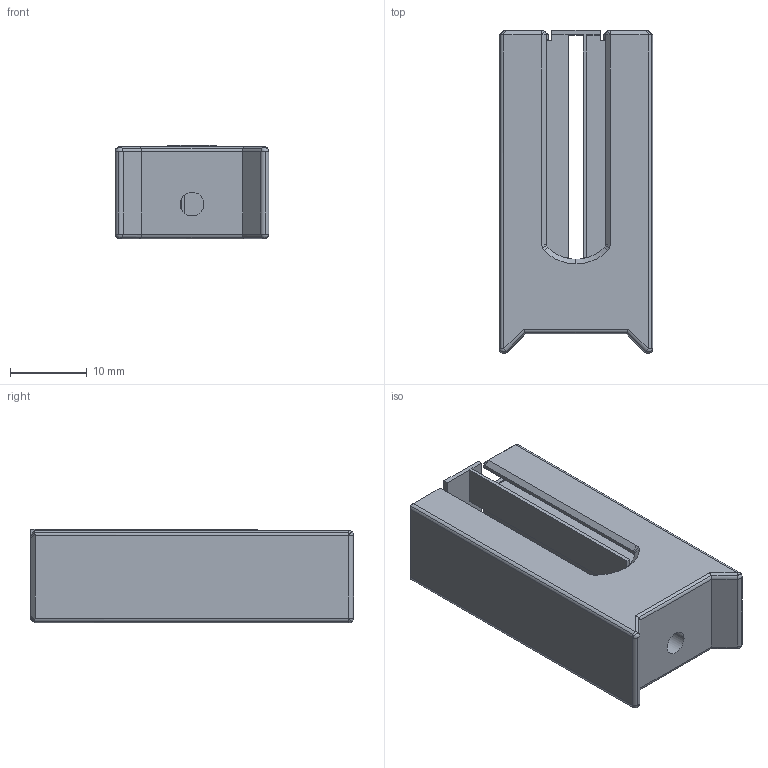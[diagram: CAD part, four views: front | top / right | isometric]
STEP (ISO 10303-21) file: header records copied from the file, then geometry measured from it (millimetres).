
FILE_DESCRIPTION(('STEP AP214'),'1');
FILE_NAME('VCoreProDock.stp','2021-12-30T00:23:02',(' '),(' '),'Spatial InterOp 3D',' ',' ');
FILE_SCHEMA(('automotive_design'));
Length unit declared in the file: inch
Products named in the file (3): 1; 2; 3
Bounding box: 20 x 42.06 x 12.2 mm (x, y, z)
Volume: 6182.7 mm3; surface area: 5401.2 mm2
Topology: 3 solids, 3 shells, 182 faces, 479 edges, 298 vertices
Faces by surface type: plane 91, cylinder 61, cone 22, sphere 8
Entity records: 7126 total; most frequent: CARTESIAN_POINT 1110, DIRECTION 958, ORIENTED_EDGE 950, EDGE_CURVE 475, AXIS2_PLACEMENT_3D 335, VERTEX_POINT 298, LINE 288, VECTOR 288
